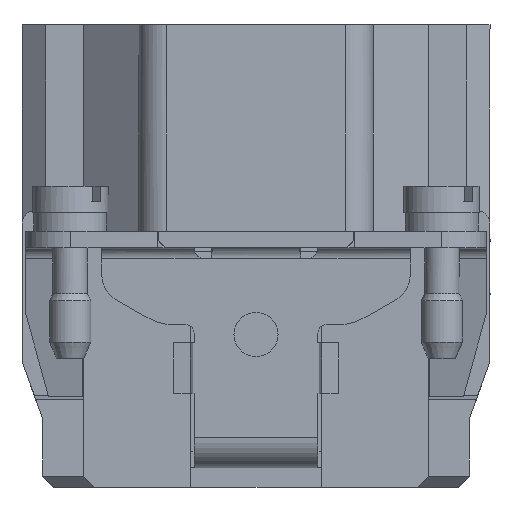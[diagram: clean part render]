
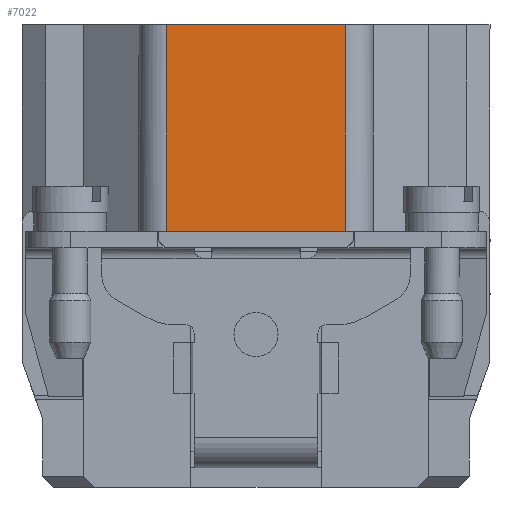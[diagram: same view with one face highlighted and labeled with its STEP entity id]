
A CAD part, front view. The second image highlights one B-rep face of the part: STEP entity #7022.
In plain terms, the highlighted planar face has unit normal (0, -1, 0).
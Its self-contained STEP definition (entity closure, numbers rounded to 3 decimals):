
#6158=FACE_OUTER_BOUND('',#9282,.T.);
#7022=ADVANCED_FACE('',(#6158),#7858,.T.);
#7858=PLANE('',#31640);
#9282=EDGE_LOOP('',(#10765,#10766,#10767,#10768));
#10765=ORIENTED_EDGE('',*,*,#16763,.F.);
#10766=ORIENTED_EDGE('',*,*,#17004,.T.);
#10767=ORIENTED_EDGE('',*,*,#17005,.F.);
#10768=ORIENTED_EDGE('',*,*,#17001,.F.);
#15121=VERTEX_POINT('',#42293);
#15122=VERTEX_POINT('',#42295);
#15345=VERTEX_POINT('',#42906);
#15346=VERTEX_POINT('',#42911);
#16763=EDGE_CURVE('',#15121,#15122,#24080,.T.);
#17001=EDGE_CURVE('',#15122,#15345,#24190,.T.);
#17004=EDGE_CURVE('',#15121,#15346,#24191,.T.);
#17005=EDGE_CURVE('',#15345,#15346,#24192,.T.);
#24080=LINE('',#42294,#26111);
#24190=LINE('',#42905,#26221);
#24191=LINE('',#42910,#26222);
#24192=LINE('',#42912,#26223);
#26111=VECTOR('',#33417,1.);
#26221=VECTOR('',#34071,1.);
#26222=VECTOR('',#34078,1.);
#26223=VECTOR('',#34079,1.);
#31640=AXIS2_PLACEMENT_3D('',#42913,#34080,#34081);
#33417=DIRECTION('',(-1.,0.,0.));
#34071=DIRECTION('',(0.,0.,1.));
#34078=DIRECTION('',(0.,0.,1.));
#34079=DIRECTION('',(1.,0.,0.));
#34080=DIRECTION('',(0.,-1.,0.));
#34081=DIRECTION('',(1.,0.,0.));
#42293=CARTESIAN_POINT('',(6.5,-25.5,1.2));
#42294=CARTESIAN_POINT('',(6.5,-25.5,1.2));
#42295=CARTESIAN_POINT('',(-6.5,-25.5,1.2));
#42905=CARTESIAN_POINT('',(-6.5,-25.5,1.2));
#42906=CARTESIAN_POINT('',(-6.5,-25.5,16.2));
#42910=CARTESIAN_POINT('',(6.5,-25.5,1.2));
#42911=CARTESIAN_POINT('',(6.5,-25.5,16.2));
#42912=CARTESIAN_POINT('',(-6.5,-25.5,16.2));
#42913=CARTESIAN_POINT('',(-6.5,-25.5,1.2));
